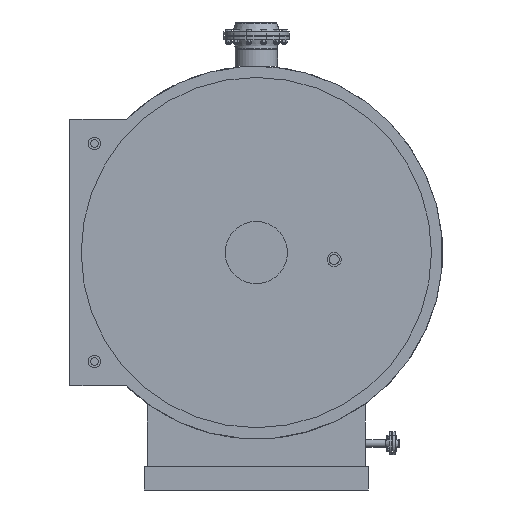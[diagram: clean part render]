
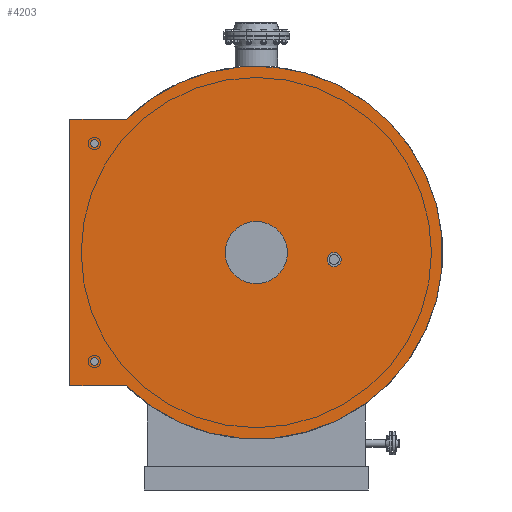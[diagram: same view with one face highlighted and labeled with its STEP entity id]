
A CAD part, front view. The second image highlights one B-rep face of the part: STEP entity #4203.
In plain terms, the highlighted planar face has unit normal (0, -1, 0).
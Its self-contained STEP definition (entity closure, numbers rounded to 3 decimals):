
#413=FACE_BOUND('',#935,.T.);
#414=FACE_BOUND('',#936,.T.);
#415=FACE_BOUND('',#937,.T.);
#416=FACE_BOUND('',#938,.T.);
#657=FACE_OUTER_BOUND('',#934,.T.);
#934=EDGE_LOOP('',(#3102,#3103,#3104,#3105));
#935=EDGE_LOOP('',(#3106));
#936=EDGE_LOOP('',(#3107));
#937=EDGE_LOOP('',(#3108));
#938=EDGE_LOOP('',(#3109));
#1275=CIRCLE('',#4724,1197.);
#1276=CIRCLE('',#4729,200.);
#1277=CIRCLE('',#4731,25.);
#1279=CIRCLE('',#4734,25.);
#1283=CIRCLE('',#4746,45.);
#1544=LINE('',#6877,#1778);
#1547=LINE('',#6883,#1781);
#1549=LINE('',#6886,#1783);
#1778=VECTOR('',#5470,10.);
#1781=VECTOR('',#5475,10.);
#1783=VECTOR('',#5479,10.);
#2028=VERTEX_POINT('',#6867);
#2029=VERTEX_POINT('',#6869);
#2031=VERTEX_POINT('',#6875);
#2033=VERTEX_POINT('',#6881);
#2034=VERTEX_POINT('',#6888);
#2035=VERTEX_POINT('',#6892);
#2037=VERTEX_POINT('',#6898);
#2041=VERTEX_POINT('',#6917);
#2416=EDGE_CURVE('',#2029,#2028,#1275,.T.);
#2420=EDGE_CURVE('',#2028,#2031,#1544,.T.);
#2423=EDGE_CURVE('',#2031,#2033,#1547,.T.);
#2425=EDGE_CURVE('',#2033,#2029,#1549,.T.);
#2426=EDGE_CURVE('',#2034,#2034,#1276,.T.);
#2428=EDGE_CURVE('',#2035,#2035,#1277,.T.);
#2431=EDGE_CURVE('',#2037,#2037,#1279,.T.);
#2438=EDGE_CURVE('',#2041,#2041,#1283,.T.);
#3102=ORIENTED_EDGE('',*,*,#2416,.T.);
#3103=ORIENTED_EDGE('',*,*,#2420,.T.);
#3104=ORIENTED_EDGE('',*,*,#2423,.T.);
#3105=ORIENTED_EDGE('',*,*,#2425,.T.);
#3106=ORIENTED_EDGE('',*,*,#2431,.T.);
#3107=ORIENTED_EDGE('',*,*,#2428,.T.);
#3108=ORIENTED_EDGE('',*,*,#2426,.T.);
#3109=ORIENTED_EDGE('',*,*,#2438,.T.);
#4050=PLANE('',#4745);
#4203=ADVANCED_FACE('',(#657,#413,#414,#415,#416),#4050,.T.);
#4724=AXIS2_PLACEMENT_3D('',#6870,#5463,#5464);
#4729=AXIS2_PLACEMENT_3D('',#6889,#5482,#5483);
#4731=AXIS2_PLACEMENT_3D('',#6893,#5487,#5488);
#4734=AXIS2_PLACEMENT_3D('',#6899,#5494,#5495);
#4745=AXIS2_PLACEMENT_3D('',#6916,#5519,#5520);
#4746=AXIS2_PLACEMENT_3D('',#6918,#5521,#5522);
#5463=DIRECTION('center_axis',(0.,-1.,0.));
#5464=DIRECTION('ref_axis',(-0.698,0.,-0.716));
#5470=DIRECTION('',(-1.,0.,0.));
#5475=DIRECTION('',(0.,0.,-1.));
#5479=DIRECTION('',(1.,0.,0.));
#5482=DIRECTION('center_axis',(0.,1.,0.));
#5483=DIRECTION('ref_axis',(-1.,0.,0.));
#5487=DIRECTION('center_axis',(0.,1.,0.));
#5488=DIRECTION('ref_axis',(-1.,0.,0.));
#5494=DIRECTION('center_axis',(0.,1.,0.));
#5495=DIRECTION('ref_axis',(-1.,0.,0.));
#5519=DIRECTION('center_axis',(0.,-1.,0.));
#5520=DIRECTION('ref_axis',(0.,0.,-1.));
#5521=DIRECTION('center_axis',(0.,1.,0.));
#5522=DIRECTION('ref_axis',(1.,0.,0.));
#6867=CARTESIAN_POINT('',(-1555.679,-1390.,2382.));
#6869=CARTESIAN_POINT('',(-1555.679,-1390.,668.));
#6870=CARTESIAN_POINT('Origin',(-720.,-1390.,1525.));
#6875=CARTESIAN_POINT('',(-1917.,-1390.,2382.));
#6877=CARTESIAN_POINT('',(-1555.679,-1390.,2382.));
#6881=CARTESIAN_POINT('',(-1917.,-1390.,668.));
#6883=CARTESIAN_POINT('',(-1917.,-1390.,2382.));
#6886=CARTESIAN_POINT('',(-1917.,-1390.,668.));
#6888=CARTESIAN_POINT('',(-520.,-1390.,1525.));
#6889=CARTESIAN_POINT('Origin',(-720.,-1390.,1525.));
#6892=CARTESIAN_POINT('',(-1735.,-1390.,825.));
#6893=CARTESIAN_POINT('Origin',(-1760.,-1390.,825.));
#6898=CARTESIAN_POINT('',(-1735.,-1390.,2225.));
#6899=CARTESIAN_POINT('Origin',(-1760.,-1390.,2225.));
#6916=CARTESIAN_POINT('Origin',(-720.,-1390.,1525.));
#6917=CARTESIAN_POINT('',(-265.,-1390.,1480.));
#6918=CARTESIAN_POINT('Origin',(-220.,-1390.,1480.));
